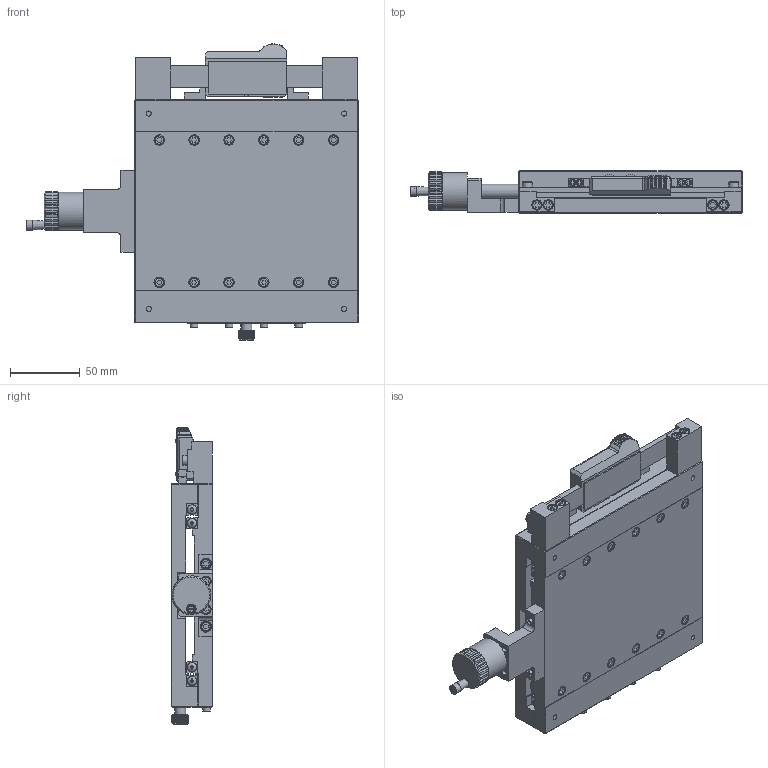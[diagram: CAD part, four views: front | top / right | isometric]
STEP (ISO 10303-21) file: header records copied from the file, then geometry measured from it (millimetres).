
FILE_DESCRIPTION (( 'STEP AP203' ), '1' );
FILE_NAME ('528863.STEP', '2024-10-17T01:48:25', ( 'Windows User' ), ( 'P R C' ), 'SwSTEP 2.0', 'SolidWorks 2020', '' );
FILE_SCHEMA (( 'CONFIG_CONTROL_DESIGN' ));
Length unit declared in the file: millimetre
Products named in the file (1): 528863
Bounding box: 238 x 30 x 212.5 mm (x, y, z)
Volume: 729156 mm3; surface area: 180941.6 mm2
Topology: 2 solids, 2 shells, 1992 faces, 5014 edges, 3216 vertices
Faces by surface type: plane 1408, cylinder 311, cone 149, bspline 115, torus 9
Full cylindrical faces by diameter (mm): 2.5 x1, 3.242 x29, 3.4 x12, 3.688 x4, 4 x13, 4.5 x4, 5 x1, 5.2 x1, 5.5 x8, 6 x28, 6.9 x8, 7 x23, 7.5 x18, 8 x8, 9 x1, 10 x2, 27 x1
Entity records: 61860 total; most frequent: CARTESIAN_POINT 16442, ORIENTED_EDGE 9358, DIRECTION 8660, EDGE_CURVE 4679, LINE 3306, VECTOR 3306, VERTEX_POINT 3164, AXIS2_PLACEMENT_3D 2677
